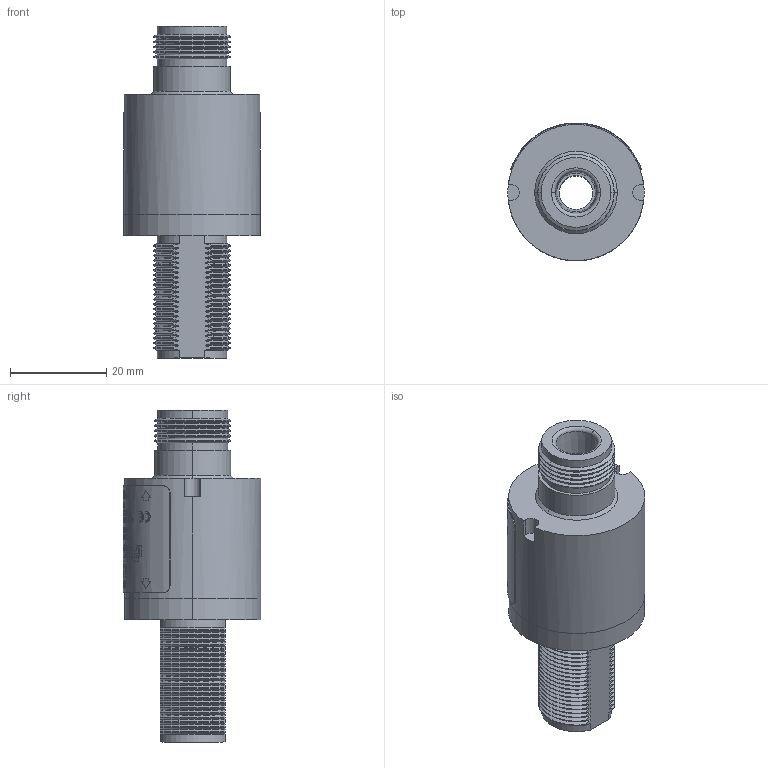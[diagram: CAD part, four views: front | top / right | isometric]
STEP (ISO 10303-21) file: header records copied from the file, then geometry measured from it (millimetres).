
FILE_DESCRIPTION (( 'STEP AP214' ), '1' );
FILE_NAME ('LSXL.STEP', '2019-07-30T15:53:03', ( '' ), ( '' ), 'SwSTEP 2.0', 'SolidWorks 2019', '' );
FILE_SCHEMA (( 'AUTOMOTIVE_DESIGN' ));
Length unit declared in the file: inch
Products named in the file (7): 7020-2615; 5800-0090; LSXL; 5800-0082
Assembly tree (3 placements, depth 2):
  7020-2615
  5800-0090
  LSXL
    5800-0090
    5800-0082
    7020-2615
  5800-0082
Bounding box: 28.32 x 28.6 x 68.96 mm (x, y, z)
Volume: 15316.8 mm3; surface area: 13475.8 mm2
Topology: 3 solids, 3 shells, 2092 faces, 5687 edges, 3739 vertices
Faces by surface type: bspline 968, plane 576, cylinder 350, cone 194, torus 4
Entity records: 128083 total; most frequent: CARTESIAN_POINT 62326, ORIENTED_EDGE 11374, DIRECTION 5807, EDGE_CURVE 5687, VERTEX_POINT 3739, B_SPLINE_CURVE_WITH_KNOTS 3227, EDGE_LOOP 2234, AXIS2_PLACEMENT_3D 2216
